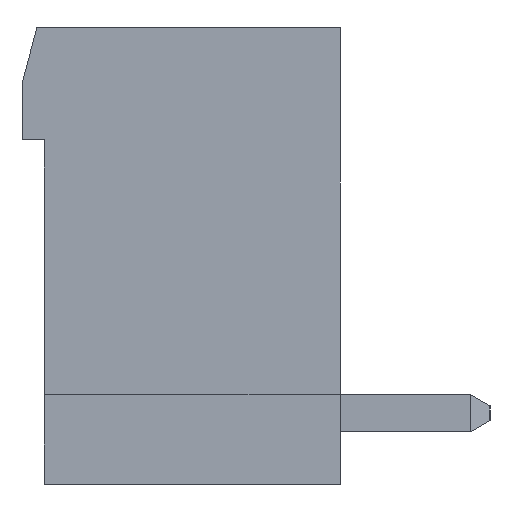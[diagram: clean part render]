
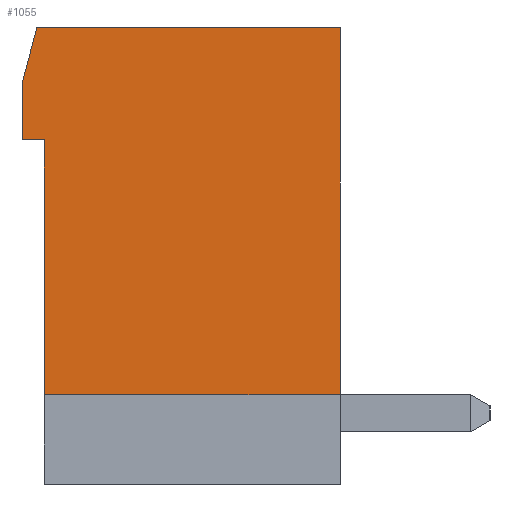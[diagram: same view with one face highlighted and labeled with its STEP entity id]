
A CAD part, front view. The second image highlights one B-rep face of the part: STEP entity #1055.
In plain terms, the highlighted planar face has unit normal (0, -1, 0).
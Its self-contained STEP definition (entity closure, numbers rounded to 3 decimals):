
#1055 = ADVANCED_FACE( '', ( #2468 ), #2469, .F. );
#2468 = FACE_OUTER_BOUND( '', #4260, .T. );
#2469 = PLANE( '', #4261 );
#4260 = EDGE_LOOP( '', ( #7366, #7367, #7368, #7369, #7370, #7371, #7372 ) );
#4261 = AXIS2_PLACEMENT_3D( '', #7373, #7374, #7375 );
#7366 = ORIENTED_EDGE( '', *, *, #11656, .T. );
#7367 = ORIENTED_EDGE( '', *, *, #11657, .T. );
#7368 = ORIENTED_EDGE( '', *, *, #11658, .T. );
#7369 = ORIENTED_EDGE( '', *, *, #11659, .T. );
#7370 = ORIENTED_EDGE( '', *, *, #11230, .T. );
#7371 = ORIENTED_EDGE( '', *, *, #10557, .T. );
#7372 = ORIENTED_EDGE( '', *, *, #11660, .T. );
#7373 = CARTESIAN_POINT( '', ( -8.6, -44.72, -3. ) );
#7374 = DIRECTION( '', ( 0., 1., 0. ) );
#7375 = DIRECTION( '', ( 1., 0., 0. ) );
#10557 = EDGE_CURVE( '', #12583, #12587, #12589, .T. );
#11230 = EDGE_CURVE( '', #13741, #12583, #13742, .T. );
#11656 = EDGE_CURVE( '', #14376, #14377, #14378, .T. );
#11657 = EDGE_CURVE( '', #14377, #14379, #14380, .T. );
#11658 = EDGE_CURVE( '', #14379, #14381, #14382, .T. );
#11659 = EDGE_CURVE( '', #14381, #13741, #14383, .T. );
#11660 = EDGE_CURVE( '', #12587, #14376, #14384, .T. );
#12583 = VERTEX_POINT( '', #15529 );
#12587 = VERTEX_POINT( '', #15535 );
#12589 = LINE( '', #15538, #15539 );
#13741 = VERTEX_POINT( '', #17215 );
#13742 = LINE( '', #17216, #17217 );
#14376 = VERTEX_POINT( '', #18175 );
#14377 = VERTEX_POINT( '', #18176 );
#14378 = LINE( '', #18177, #18178 );
#14379 = VERTEX_POINT( '', #18179 );
#14380 = LINE( '', #18180, #18181 );
#14381 = VERTEX_POINT( '', #18182 );
#14382 = LINE( '', #18183, #18184 );
#14383 = LINE( '', #18185, #18186 );
#14384 = LINE( '', #18187, #18188 );
#15529 = CARTESIAN_POINT( '', ( -8.5, -44.72, -1.493 ) );
#15535 = CARTESIAN_POINT( '', ( -8.5, -44.72, -3. ) );
#15538 = CARTESIAN_POINT( '', ( -8.5, -44.72, -3. ) );
#15539 = VECTOR( '', #19843, 1000. );
#17215 = CARTESIAN_POINT( '', ( -8.1, -44.72, 0. ) );
#17216 = CARTESIAN_POINT( '', ( -8.5, -44.72, -1.493 ) );
#17217 = VECTOR( '', #20455, 1000. );
#18175 = CARTESIAN_POINT( '', ( -7.9, -44.72, -3. ) );
#18176 = CARTESIAN_POINT( '', ( -7.9, -44.72, -9.8 ) );
#18177 = CARTESIAN_POINT( '', ( -7.9, -44.72, -9.8 ) );
#18178 = VECTOR( '', #20810, 1000. );
#18179 = CARTESIAN_POINT( '', ( 0., -44.72, -9.8 ) );
#18180 = CARTESIAN_POINT( '', ( 0., -44.72, -9.8 ) );
#18181 = VECTOR( '', #20811, 1000. );
#18182 = CARTESIAN_POINT( '', ( 0., -44.72, 0. ) );
#18183 = CARTESIAN_POINT( '', ( 0., -44.72, 0. ) );
#18184 = VECTOR( '', #20812, 1000. );
#18185 = CARTESIAN_POINT( '', ( -8.2, -44.72, 0. ) );
#18186 = VECTOR( '', #20813, 1000. );
#18187 = CARTESIAN_POINT( '', ( -8.1, -44.72, -3. ) );
#18188 = VECTOR( '', #20814, 1000. );
#19843 = DIRECTION( '', ( 0., 0., -1. ) );
#20455 = DIRECTION( '', ( -0.259, 0., -0.966 ) );
#20810 = DIRECTION( '', ( 0., 0., -1. ) );
#20811 = DIRECTION( '', ( 1., 0., 0. ) );
#20812 = DIRECTION( '', ( 0., 0., 1. ) );
#20813 = DIRECTION( '', ( -1., 0., 0. ) );
#20814 = DIRECTION( '', ( 1., 0., 0. ) );
